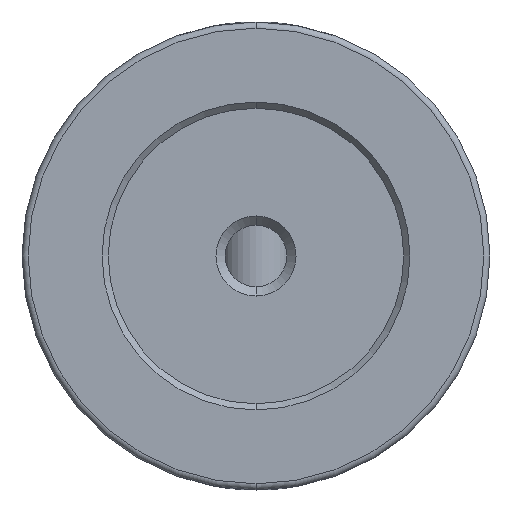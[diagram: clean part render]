
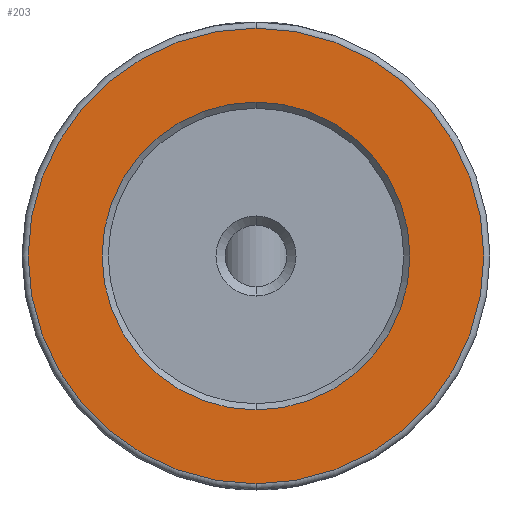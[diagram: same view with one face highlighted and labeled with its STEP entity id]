
A CAD part, front view. The second image highlights one B-rep face of the part: STEP entity #203.
In plain terms, the highlighted planar face has unit normal (0, -1, 0).
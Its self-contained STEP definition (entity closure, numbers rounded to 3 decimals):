
#9 = EDGE_CURVE ( 'NONE', #182, #593, #115, .T. ) ;
#17 = DIRECTION ( 'NONE',  ( 0., 1., 0. ) ) ;
#18 = CIRCLE ( 'NONE', #599, 12.5 ) ;
#45 = CIRCLE ( 'NONE', #653, 12.5 ) ;
#90 = FACE_BOUND ( 'NONE', #386, .T. ) ;
#111 = AXIS2_PLACEMENT_3D ( 'NONE', #876, #17, #728 ) ;
#115 = CIRCLE ( 'NONE', #145, 18.5 ) ;
#145 = AXIS2_PLACEMENT_3D ( 'NONE', #197, #515, #830 ) ;
#155 = VERTEX_POINT ( 'NONE', #734 ) ;
#182 = VERTEX_POINT ( 'NONE', #410 ) ;
#183 = CARTESIAN_POINT ( 'NONE',  ( -85.227, -79.261, 400. ) ) ;
#197 = CARTESIAN_POINT ( 'NONE',  ( -85.227, -79.261, 400. ) ) ;
#203 = ADVANCED_FACE ( 'NONE', ( #90, #416 ), #249, .F. ) ;
#232 = EDGE_CURVE ( 'NONE', #593, #182, #670, .T. ) ;
#249 = PLANE ( 'NONE',  #111 ) ;
#255 = VERTEX_POINT ( 'NONE', #675 ) ;
#263 = ORIENTED_EDGE ( 'NONE', *, *, #760, .T. ) ;
#339 = EDGE_LOOP ( 'NONE', ( #853, #563 ) ) ;
#386 = EDGE_LOOP ( 'NONE', ( #263, #752 ) ) ;
#410 = CARTESIAN_POINT ( 'NONE',  ( -85.227, -79.261, 418.5 ) ) ;
#416 = FACE_OUTER_BOUND ( 'NONE', #339, .T. ) ;
#515 = DIRECTION ( 'NONE',  ( 0., -1., 0. ) ) ;
#536 = CARTESIAN_POINT ( 'NONE',  ( -85.227, -79.261, 400. ) ) ;
#563 = ORIENTED_EDGE ( 'NONE', *, *, #232, .T. ) ;
#564 = DIRECTION ( 'NONE',  ( 0., 0., 1. ) ) ;
#586 = AXIS2_PLACEMENT_3D ( 'NONE', #654, #805, #648 ) ;
#593 = VERTEX_POINT ( 'NONE', #800 ) ;
#599 = AXIS2_PLACEMENT_3D ( 'NONE', #183, #945, #564 ) ;
#648 = DIRECTION ( 'NONE',  ( 0., 0., 1. ) ) ;
#653 = AXIS2_PLACEMENT_3D ( 'NONE', #536, #790, #916 ) ;
#654 = CARTESIAN_POINT ( 'NONE',  ( -85.227, -79.261, 400. ) ) ;
#670 = CIRCLE ( 'NONE', #586, 18.5 ) ;
#675 = CARTESIAN_POINT ( 'NONE',  ( -85.227, -79.261, 387.5 ) ) ;
#728 = DIRECTION ( 'NONE',  ( 0., 0., 1. ) ) ;
#734 = CARTESIAN_POINT ( 'NONE',  ( -85.227, -79.261, 412.5 ) ) ;
#752 = ORIENTED_EDGE ( 'NONE', *, *, #904, .T. ) ;
#760 = EDGE_CURVE ( 'NONE', #155, #255, #45, .T. ) ;
#790 = DIRECTION ( 'NONE',  ( 0., 1., 0. ) ) ;
#800 = CARTESIAN_POINT ( 'NONE',  ( -85.227, -79.261, 381.5 ) ) ;
#805 = DIRECTION ( 'NONE',  ( 0., -1., 0. ) ) ;
#830 = DIRECTION ( 'NONE',  ( 0., 0., 1. ) ) ;
#853 = ORIENTED_EDGE ( 'NONE', *, *, #9, .T. ) ;
#876 = CARTESIAN_POINT ( 'NONE',  ( -85.227, -79.261, 400. ) ) ;
#904 = EDGE_CURVE ( 'NONE', #255, #155, #18, .T. ) ;
#916 = DIRECTION ( 'NONE',  ( 0., 0., 1. ) ) ;
#945 = DIRECTION ( 'NONE',  ( 0., 1., 0. ) ) ;
